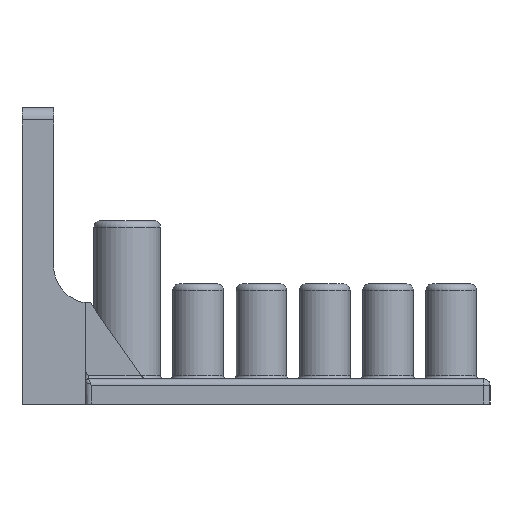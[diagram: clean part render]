
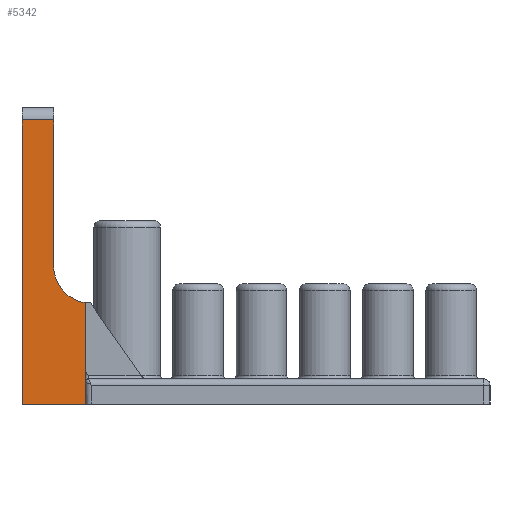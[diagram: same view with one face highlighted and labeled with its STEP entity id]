
A CAD part, left-side view. The second image highlights one B-rep face of the part: STEP entity #5342.
In plain terms, the highlighted face is planar.
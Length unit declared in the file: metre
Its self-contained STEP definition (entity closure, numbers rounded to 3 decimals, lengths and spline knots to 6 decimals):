
#389=LINE('',#9585,#483);
#401=LINE('',#9614,#495);
#417=LINE('',#9647,#511);
#418=LINE('',#9650,#512);
#419=LINE('',#9651,#513);
#483=VECTOR('',#8048,1.);
#495=VECTOR('',#8066,1.);
#511=VECTOR('',#8098,1.);
#512=VECTOR('',#8099,1.);
#513=VECTOR('',#8100,1.);
#1545=ORIENTED_EDGE('',*,*,#2116,.F.);
#1546=ORIENTED_EDGE('',*,*,#2117,.T.);
#1547=ORIENTED_EDGE('',*,*,#2085,.T.);
#1548=ORIENTED_EDGE('',*,*,#2099,.F.);
#1549=ORIENTED_EDGE('',*,*,#2118,.F.);
#1550=ORIENTED_EDGE('',*,*,#2119,.T.);
#2085=EDGE_CURVE('',#2585,#2586,#389,.T.);
#2099=EDGE_CURVE('',#2598,#2586,#401,.T.);
#2116=EDGE_CURVE('',#2608,#2609,#417,.T.);
#2117=EDGE_CURVE('',#2608,#2585,#418,.T.);
#2118=EDGE_CURVE('',#2610,#2598,#419,.T.);
#2119=EDGE_CURVE('',#2610,#2609,#3036,.T.);
#2585=VERTEX_POINT('',#9586);
#2586=VERTEX_POINT('',#9587);
#2598=VERTEX_POINT('',#9613);
#2608=VERTEX_POINT('',#9648);
#2609=VERTEX_POINT('',#9649);
#2610=VERTEX_POINT('',#9652);
#3036=CIRCLE('',#6252,0.006);
#3878=EDGE_LOOP('',(#1545,#1546,#1547,#1548,#1549,#1550));
#4728=FACE_BOUND('',#3878,.T.);
#4893=PLANE('',#6251);
#5342=ADVANCED_FACE('',(#4728),#4893,.F.);
#6251=AXIS2_PLACEMENT_3D('',#9646,#8096,#8097);
#6252=AXIS2_PLACEMENT_3D('',#9653,#8101,#8102);
#8048=DIRECTION('',(0.,0.,-1.));
#8066=DIRECTION('',(1.,0.,0.));
#8096=DIRECTION('',(0.,-1.,0.));
#8097=DIRECTION('',(0.,0.,-1.));
#8098=DIRECTION('',(0.,0.,-1.));
#8099=DIRECTION('',(1.,0.,0.));
#8100=DIRECTION('',(0.,0.,-1.));
#8101=DIRECTION('',(0.,-1.,0.));
#8102=DIRECTION('',(0.,0.,-1.));
#9585=CARTESIAN_POINT('',(-0.005139,0.0055,0.0379));
#9586=CARTESIAN_POINT('',(-0.005139,0.0055,0.0514));
#9587=CARTESIAN_POINT('',(-0.005139,0.0055,0.0064));
#9613=CARTESIAN_POINT('',(-0.015139,0.0055,0.0064));
#9614=CARTESIAN_POINT('',(-0.015139,0.0055,0.0064));
#9646=CARTESIAN_POINT('',(-0.010139,0.0055,0.0379));
#9647=CARTESIAN_POINT('',(-0.010139,0.0055,0.0379));
#9648=CARTESIAN_POINT('',(-0.010139,0.0055,0.0514));
#9649=CARTESIAN_POINT('',(-0.010139,0.0055,0.0284));
#9650=CARTESIAN_POINT('',(-0.010139,0.0055,0.0514));
#9651=CARTESIAN_POINT('',(-0.015139,0.0055,0.0144));
#9652=CARTESIAN_POINT('',(-0.015139,0.0055,0.022484));
#9653=CARTESIAN_POINT('',(-0.016139,0.0055,0.0284));
